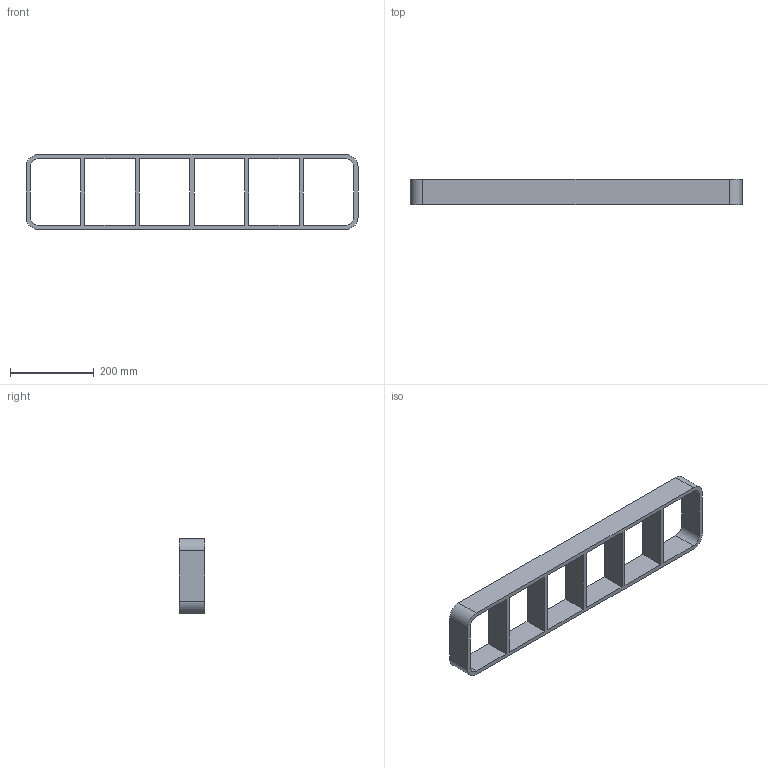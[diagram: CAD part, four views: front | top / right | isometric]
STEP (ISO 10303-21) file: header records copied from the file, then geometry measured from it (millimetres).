
FILE_DESCRIPTION((''),'2;1');
FILE_NAME('SRCR20-4X6.stp','2014-10-31T09:52:24',(''),(''),'Autodesk Inventor 2013','Autodesk Inventor 2013','');
FILE_SCHEMA(('AUTOMOTIVE_DESIGN { 1 0 10303 214 1 1 1 1 }'));
Length unit declared in the file: millimetre
Products named in the file (1): GH-ISO
Bounding box: 793 x 60 x 179.5 mm (x, y, z)
Volume: 1595747.8 mm3; surface area: 366341.1 mm2
Topology: 1 solids, 1 shells, 38 faces, 108 edges, 72 vertices
Faces by surface type: plane 30, cylinder 8
Entity records: 1278 total; most frequent: CARTESIAN_POINT 219, ORIENTED_EDGE 216, DIRECTION 202, EDGE_CURVE 108, VECTOR 92, LINE 92, VERTEX_POINT 72, AXIS2_PLACEMENT_3D 55
